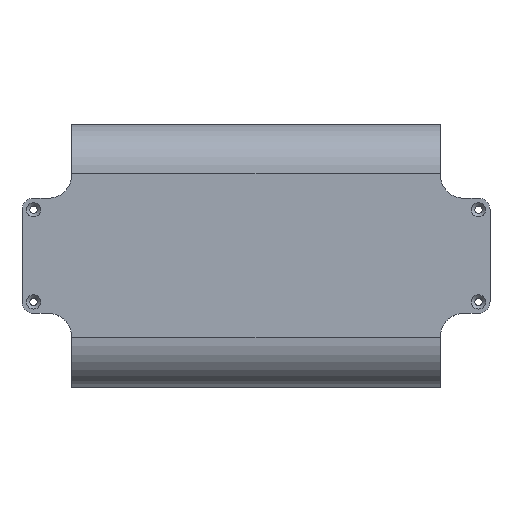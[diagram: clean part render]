
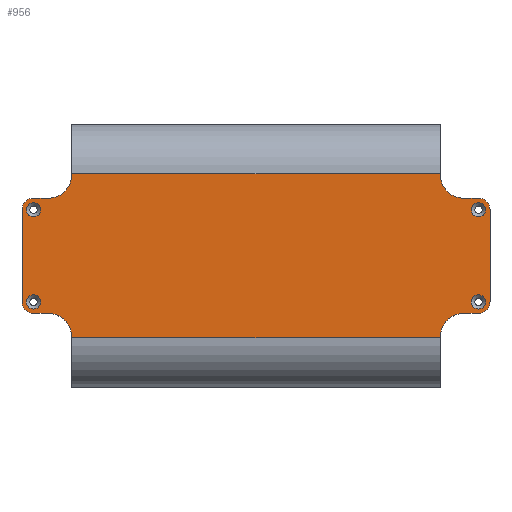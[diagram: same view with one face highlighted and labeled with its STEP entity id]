
A CAD part, top view. The second image highlights one B-rep face of the part: STEP entity #956.
In plain terms, the highlighted planar face has unit normal (0, 0, 1).
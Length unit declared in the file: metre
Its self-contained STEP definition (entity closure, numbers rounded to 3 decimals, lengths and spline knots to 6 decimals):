
#36=PLANE('',#1064);
#47=LINE('',#1405,#130);
#51=LINE('',#1417,#134);
#53=LINE('',#1425,#136);
#68=LINE('',#1476,#151);
#82=LINE('',#1515,#165);
#86=LINE('',#1535,#169);
#99=LINE('',#1567,#182);
#110=LINE('',#1609,#193);
#111=LINE('',#1613,#194);
#112=LINE('',#1617,#195);
#113=LINE('',#1621,#196);
#114=LINE('',#1625,#197);
#130=VECTOR('',#1115,1.);
#134=VECTOR('',#1127,1.);
#136=VECTOR('',#1137,1.);
#151=VECTOR('',#1186,1.);
#165=VECTOR('',#1222,1.);
#169=VECTOR('',#1244,1.);
#182=VECTOR('',#1275,1.);
#193=VECTOR('',#1316,1.);
#194=VECTOR('',#1319,1.);
#195=VECTOR('',#1322,1.);
#196=VECTOR('',#1325,1.);
#197=VECTOR('',#1328,1.);
#415=ORIENTED_EDGE('',*,*,#505,.F.);
#416=ORIENTED_EDGE('',*,*,#503,.F.);
#417=ORIENTED_EDGE('',*,*,#577,.T.);
#418=ORIENTED_EDGE('',*,*,#614,.F.);
#419=ORIENTED_EDGE('',*,*,#615,.F.);
#420=ORIENTED_EDGE('',*,*,#616,.F.);
#421=ORIENTED_EDGE('',*,*,#617,.F.);
#422=ORIENTED_EDGE('',*,*,#618,.F.);
#423=ORIENTED_EDGE('',*,*,#619,.F.);
#424=ORIENTED_EDGE('',*,*,#620,.F.);
#425=ORIENTED_EDGE('',*,*,#621,.F.);
#426=ORIENTED_EDGE('',*,*,#622,.F.);
#427=ORIENTED_EDGE('',*,*,#593,.F.);
#428=ORIENTED_EDGE('',*,*,#567,.F.);
#429=ORIENTED_EDGE('',*,*,#509,.F.);
#430=ORIENTED_EDGE('',*,*,#513,.F.);
#431=ORIENTED_EDGE('',*,*,#514,.T.);
#432=ORIENTED_EDGE('',*,*,#519,.F.);
#433=ORIENTED_EDGE('',*,*,#522,.T.);
#434=ORIENTED_EDGE('',*,*,#523,.F.);
#435=ORIENTED_EDGE('',*,*,#528,.F.);
#436=ORIENTED_EDGE('',*,*,#547,.F.);
#437=ORIENTED_EDGE('',*,*,#623,.F.);
#438=ORIENTED_EDGE('',*,*,#624,.F.);
#503=EDGE_CURVE('',#638,#638,#732,.T.);
#505=EDGE_CURVE('',#640,#640,#734,.T.);
#509=EDGE_CURVE('',#644,#645,#737,.T.);
#513=EDGE_CURVE('',#647,#644,#47,.T.);
#514=EDGE_CURVE('',#647,#648,#738,.T.);
#519=EDGE_CURVE('',#651,#648,#51,.T.);
#522=EDGE_CURVE('',#651,#653,#741,.T.);
#523=EDGE_CURVE('',#654,#653,#53,.T.);
#528=EDGE_CURVE('',#657,#654,#743,.T.);
#547=EDGE_CURVE('',#672,#657,#68,.T.);
#567=EDGE_CURVE('',#645,#687,#82,.T.);
#577=EDGE_CURVE('',#672,#693,#86,.T.);
#593=EDGE_CURVE('',#687,#704,#99,.T.);
#614=EDGE_CURVE('',#720,#693,#110,.T.);
#615=EDGE_CURVE('',#721,#720,#776,.T.);
#616=EDGE_CURVE('',#722,#721,#111,.T.);
#617=EDGE_CURVE('',#723,#722,#777,.T.);
#618=EDGE_CURVE('',#724,#723,#112,.T.);
#619=EDGE_CURVE('',#725,#724,#778,.T.);
#620=EDGE_CURVE('',#726,#725,#113,.T.);
#621=EDGE_CURVE('',#727,#726,#779,.T.);
#622=EDGE_CURVE('',#704,#727,#114,.T.);
#623=EDGE_CURVE('',#728,#728,#780,.T.);
#624=EDGE_CURVE('',#729,#729,#781,.T.);
#638=VERTEX_POINT('',#1383);
#640=VERTEX_POINT('',#1388);
#644=VERTEX_POINT('',#1396);
#645=VERTEX_POINT('',#1398);
#647=VERTEX_POINT('',#1404);
#648=VERTEX_POINT('',#1408);
#651=VERTEX_POINT('',#1416);
#653=VERTEX_POINT('',#1422);
#654=VERTEX_POINT('',#1426);
#657=VERTEX_POINT('',#1434);
#672=VERTEX_POINT('',#1475);
#687=VERTEX_POINT('',#1516);
#693=VERTEX_POINT('',#1534);
#704=VERTEX_POINT('',#1568);
#720=VERTEX_POINT('',#1610);
#721=VERTEX_POINT('',#1612);
#722=VERTEX_POINT('',#1614);
#723=VERTEX_POINT('',#1616);
#724=VERTEX_POINT('',#1618);
#725=VERTEX_POINT('',#1620);
#726=VERTEX_POINT('',#1622);
#727=VERTEX_POINT('',#1624);
#728=VERTEX_POINT('',#1627);
#729=VERTEX_POINT('',#1629);
#732=CIRCLE('',#987,0.0031);
#734=CIRCLE('',#990,0.0031);
#737=CIRCLE('',#994,0.01);
#738=CIRCLE('',#997,0.005);
#741=CIRCLE('',#1002,0.005);
#743=CIRCLE('',#1006,0.01);
#776=CIRCLE('',#1065,0.01);
#777=CIRCLE('',#1066,0.005);
#778=CIRCLE('',#1067,0.005);
#779=CIRCLE('',#1068,0.01);
#780=CIRCLE('',#1069,0.0031);
#781=CIRCLE('',#1070,0.0031);
#826=EDGE_LOOP('',(#415));
#827=EDGE_LOOP('',(#416));
#828=EDGE_LOOP('',(#417,#418,#419,#420,#421,#422,#423,#424,#425,#426,#427,
#428,#429,#430,#431,#432,#433,#434,#435,#436));
#829=EDGE_LOOP('',(#437));
#830=EDGE_LOOP('',(#438));
#893=FACE_BOUND('',#826,.T.);
#894=FACE_BOUND('',#827,.T.);
#895=FACE_BOUND('',#828,.T.);
#896=FACE_BOUND('',#829,.T.);
#897=FACE_BOUND('',#830,.T.);
#956=ADVANCED_FACE('',(#893,#894,#895,#896,#897),#36,.T.);
#987=AXIS2_PLACEMENT_3D('',#1382,#1093,#1094);
#990=AXIS2_PLACEMENT_3D('',#1387,#1099,#1100);
#994=AXIS2_PLACEMENT_3D('',#1397,#1108,#1109);
#997=AXIS2_PLACEMENT_3D('',#1407,#1118,#1119);
#1002=AXIS2_PLACEMENT_3D('',#1423,#1133,#1134);
#1006=AXIS2_PLACEMENT_3D('',#1435,#1145,#1146);
#1064=AXIS2_PLACEMENT_3D('',#1608,#1314,#1315);
#1065=AXIS2_PLACEMENT_3D('',#1611,#1317,#1318);
#1066=AXIS2_PLACEMENT_3D('',#1615,#1320,#1321);
#1067=AXIS2_PLACEMENT_3D('',#1619,#1323,#1324);
#1068=AXIS2_PLACEMENT_3D('',#1623,#1326,#1327);
#1069=AXIS2_PLACEMENT_3D('',#1626,#1329,#1330);
#1070=AXIS2_PLACEMENT_3D('',#1628,#1331,#1332);
#1093=DIRECTION('',(0.,0.,1.));
#1094=DIRECTION('',(1.,0.,0.));
#1099=DIRECTION('',(0.,0.,1.));
#1100=DIRECTION('',(1.,0.,0.));
#1108=DIRECTION('',(0.,0.,1.));
#1109=DIRECTION('',(0.,-1.,0.));
#1115=DIRECTION('',(1.,0.,0.));
#1118=DIRECTION('',(0.,0.,1.));
#1119=DIRECTION('',(0.,-1.,0.));
#1127=DIRECTION('',(0.,1.,0.));
#1133=DIRECTION('',(0.,0.,1.));
#1134=DIRECTION('',(0.,-1.,0.));
#1137=DIRECTION('',(-1.,0.,0.));
#1145=DIRECTION('',(0.,0.,1.));
#1146=DIRECTION('',(1.,0.,0.));
#1186=DIRECTION('',(0.,1.,0.));
#1222=DIRECTION('',(0.,1.,0.));
#1244=DIRECTION('',(1.,0.,0.));
#1275=DIRECTION('',(1.,0.,0.));
#1314=DIRECTION('',(0.,0.,1.));
#1315=DIRECTION('',(0.,-1.,0.));
#1316=DIRECTION('',(0.,-1.,0.));
#1317=DIRECTION('',(0.,0.,1.));
#1318=DIRECTION('',(0.,1.,0.));
#1319=DIRECTION('',(-1.,0.,0.));
#1320=DIRECTION('',(0.,0.,-1.));
#1321=DIRECTION('',(0.,-1.,0.));
#1322=DIRECTION('',(0.,-1.,0.));
#1323=DIRECTION('',(0.,0.,-1.));
#1324=DIRECTION('',(1.,0.,0.));
#1325=DIRECTION('',(1.,0.,0.));
#1326=DIRECTION('',(0.,0.,1.));
#1327=DIRECTION('',(-1.,0.,0.));
#1328=DIRECTION('',(0.,-1.,0.));
#1329=DIRECTION('',(0.,0.,1.));
#1330=DIRECTION('',(1.,0.,0.));
#1331=DIRECTION('',(0.,0.,1.));
#1332=DIRECTION('',(1.,0.,0.));
#1382=CARTESIAN_POINT('',(-0.114501,-0.02,0.));
#1383=CARTESIAN_POINT('',(-0.111401,-0.02,0.));
#1387=CARTESIAN_POINT('',(-0.114499,0.02,0.));
#1388=CARTESIAN_POINT('',(-0.111399,0.02,0.));
#1396=CARTESIAN_POINT('',(-0.108,0.025,0.));
#1397=CARTESIAN_POINT('',(-0.108,0.035,0.));
#1398=CARTESIAN_POINT('',(-0.098,0.035,0.));
#1404=CARTESIAN_POINT('',(-0.1145,0.025,0.));
#1405=CARTESIAN_POINT('',(-0.034009,0.025,0.));
#1407=CARTESIAN_POINT('',(-0.1145,0.02,0.));
#1408=CARTESIAN_POINT('',(-0.1195,0.02,0.));
#1416=CARTESIAN_POINT('',(-0.1195,-0.02,0.));
#1417=CARTESIAN_POINT('',(-0.1195,0.0355,0.));
#1422=CARTESIAN_POINT('',(-0.1145,-0.025,0.));
#1423=CARTESIAN_POINT('',(-0.1145,-0.02,0.));
#1425=CARTESIAN_POINT('',(-0.033,-0.025,0.));
#1426=CARTESIAN_POINT('',(-0.108,-0.025,0.));
#1434=CARTESIAN_POINT('',(-0.098,-0.035,0.));
#1435=CARTESIAN_POINT('',(-0.108,-0.035,0.));
#1475=CARTESIAN_POINT('',(-0.098,-0.0355,0.));
#1476=CARTESIAN_POINT('',(-0.098,-0.01075,0.));
#1515=CARTESIAN_POINT('',(-0.098,0.03525,0.));
#1516=CARTESIAN_POINT('',(-0.098,0.0355,0.));
#1534=CARTESIAN_POINT('',(0.062,-0.0355,0.));
#1535=CARTESIAN_POINT('',(0.075,-0.0355,0.));
#1567=CARTESIAN_POINT('',(0.075,0.0355,0.));
#1568=CARTESIAN_POINT('',(0.062,0.0355,0.));
#1608=CARTESIAN_POINT('',(0.0765,0.0355,0.));
#1609=CARTESIAN_POINT('',(0.062,0.00025,0.));
#1610=CARTESIAN_POINT('',(0.062,-0.035,0.));
#1611=CARTESIAN_POINT('',(0.072,-0.035,0.));
#1612=CARTESIAN_POINT('',(0.072,-0.025,0.));
#1613=CARTESIAN_POINT('',(0.071,-0.025,0.));
#1614=CARTESIAN_POINT('',(0.0785,-0.025,0.));
#1615=CARTESIAN_POINT('',(0.0785,-0.02,0.));
#1616=CARTESIAN_POINT('',(0.0835,-0.02,0.));
#1617=CARTESIAN_POINT('',(0.0835,0.0355,0.));
#1618=CARTESIAN_POINT('',(0.0835,0.02,0.));
#1619=CARTESIAN_POINT('',(0.0785,0.02,0.));
#1620=CARTESIAN_POINT('',(0.0785,0.025,0.));
#1621=CARTESIAN_POINT('',(0.0685,0.025,0.));
#1622=CARTESIAN_POINT('',(0.072,0.025,0.));
#1623=CARTESIAN_POINT('',(0.072,0.035,0.));
#1624=CARTESIAN_POINT('',(0.062,0.035,0.));
#1625=CARTESIAN_POINT('',(0.062,0.04625,0.));
#1626=CARTESIAN_POINT('',(0.0785,0.02,0.));
#1627=CARTESIAN_POINT('',(0.0816,0.02,0.));
#1628=CARTESIAN_POINT('',(0.0785,-0.02,0.));
#1629=CARTESIAN_POINT('',(0.0816,-0.02,0.));
